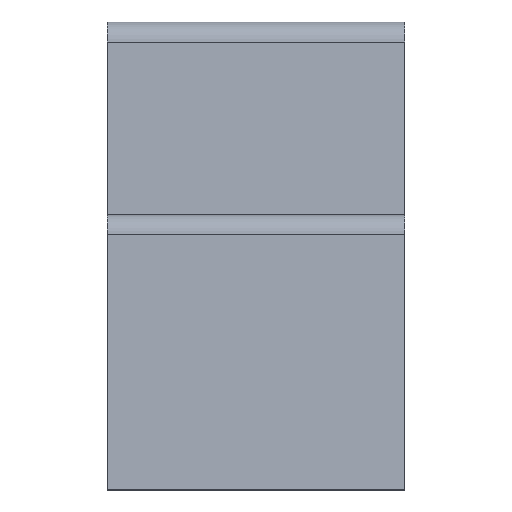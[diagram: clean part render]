
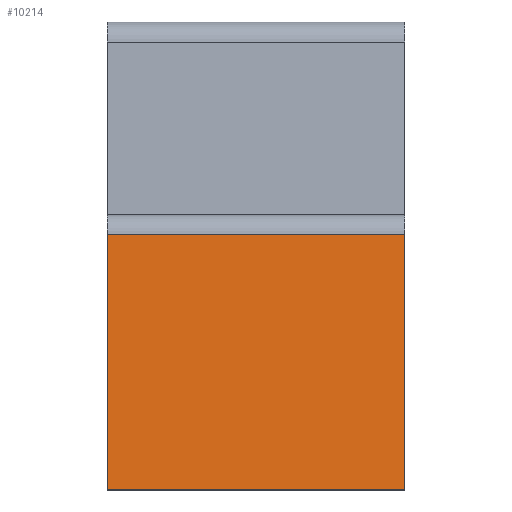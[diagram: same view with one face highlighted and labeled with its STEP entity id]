
A CAD part, left-side view. The second image highlights one B-rep face of the part: STEP entity #10214.
In plain terms, the highlighted planar face has unit normal (-0.996, 0, 0.087).
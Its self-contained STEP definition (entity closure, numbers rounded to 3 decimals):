
#9152=CARTESIAN_POINT('',(-75.581,27.0,26.427));
#9153=VERTEX_POINT('',#9152);
#9160=CARTESIAN_POINT('',(-73.554,27.0,49.601));
#9161=VERTEX_POINT('',#9160);
#9162=CARTESIAN_POINT('',(-75.581,27.0,26.427));
#9163=DIRECTION('',(0.087,0.0,0.996));
#9164=VECTOR('',#9163,23.263);
#9165=LINE('',#9162,#9164);
#9166=EDGE_CURVE('',#9153,#9161,#9165,.T.);
#9381=CARTESIAN_POINT('',(-73.554,0.0,49.601));
#9382=VERTEX_POINT('',#9381);
#9390=CARTESIAN_POINT('',(-75.581,0.0,26.427));
#9391=VERTEX_POINT('',#9390);
#9392=CARTESIAN_POINT('',(-75.581,0.0,26.427));
#9393=DIRECTION('',(0.087,0.0,0.996));
#9394=VECTOR('',#9393,23.263);
#9395=LINE('',#9392,#9394);
#9396=EDGE_CURVE('',#9391,#9382,#9395,.T.);
#10182=CARTESIAN_POINT('',(-73.554,27.0,49.601));
#10183=DIRECTION('',(0.0,-1.0,0.0));
#10184=VECTOR('',#10183,27.0);
#10185=LINE('',#10182,#10184);
#10186=EDGE_CURVE('',#9161,#9382,#10185,.T.);
#10198=CARTESIAN_POINT('',(-75.581,0.0,26.427));
#10199=DIRECTION('',(-0.996,0.0,0.087));
#10200=DIRECTION('',(0.087,0.0,0.996));
#10201=AXIS2_PLACEMENT_3D('',#10198,#10199,#10200);
#10202=PLANE('',#10201);
#10203=ORIENTED_EDGE('',*,*,#10186,.F.);
#10204=ORIENTED_EDGE('',*,*,#9166,.F.);
#10205=CARTESIAN_POINT('',(-75.581,0.0,26.427));
#10206=DIRECTION('',(0.0,1.0,0.0));
#10207=VECTOR('',#10206,27.0);
#10208=LINE('',#10205,#10207);
#10209=EDGE_CURVE('',#9391,#9153,#10208,.T.);
#10210=ORIENTED_EDGE('',*,*,#10209,.F.);
#10211=ORIENTED_EDGE('',*,*,#9396,.T.);
#10212=EDGE_LOOP('',(#10203,#10204,#10210,#10211));
#10213=FACE_OUTER_BOUND('',#10212,.T.);
#10214=ADVANCED_FACE('',(#10213),#10202,.T.);
